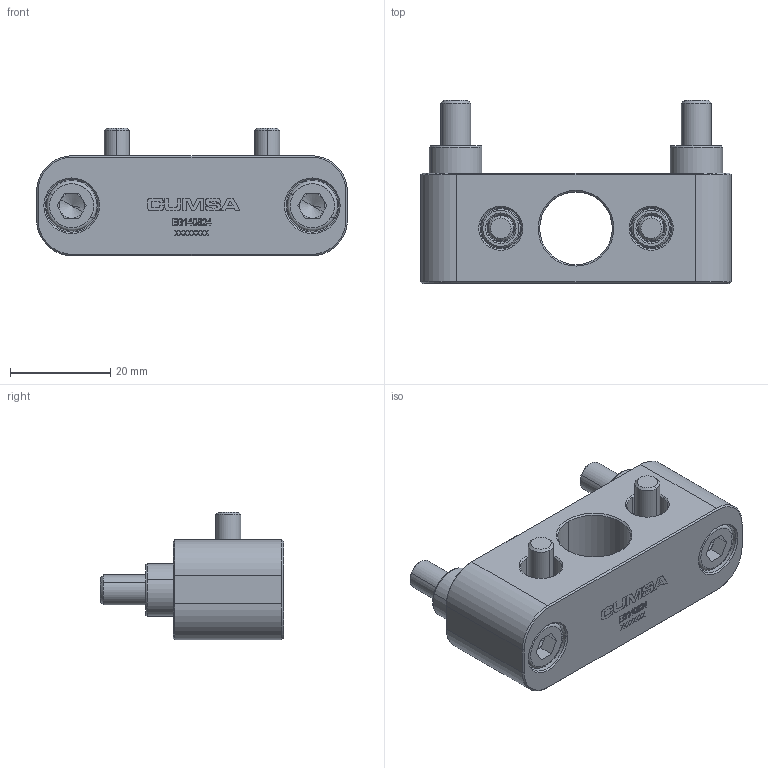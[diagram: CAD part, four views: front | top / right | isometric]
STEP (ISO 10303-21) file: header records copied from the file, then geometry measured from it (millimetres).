
FILE_DESCRIPTION (( 'STEP AP214' ), '1' );
FILE_NAME ('EB140824.STEP', '2021-08-03T13:20:47', ( '' ), ( '' ), 'SwSTEP 2.0', 'SolidWorks 2019', '' );
FILE_SCHEMA (( 'AUTOMOTIVE_DESIGN' ));
Length unit declared in the file: millimetre
Products named in the file (6): 9EB140824-A; 1DIN912630_DIN 912 M6 x 30 --- 30C; EB140824; 1DIN912520_DIN 912 M5 x 20 --- 20C; ZBS16; 9EB140824-B
Assembly tree (9 placements, depth 2):
  EB140824
    9EB140824-A
    9EB140824-B  x2
    1DIN912630_DIN 912 M6 x 30 --- 30C  x2
    ZBS16  x2
    1DIN912520_DIN 912 M5 x 20 --- 20C  x2
Bounding box: 62 x 36.5 x 25.5 mm (x, y, z)
Volume: 23456.2 mm3; surface area: 13434.8 mm2
Topology: 11 solids, 11 shells, 628 faces, 1545 edges, 976 vertices
Faces by surface type: plane 323, bspline 117, cone 90, cylinder 66, torus 32
Entity records: 21449 total; most frequent: CARTESIAN_POINT 8704, ORIENTED_EDGE 2690, DIRECTION 2173, EDGE_CURVE 1345, VECTOR 907, LINE 907, VERTEX_POINT 864, AXIS2_PLACEMENT_3D 633
